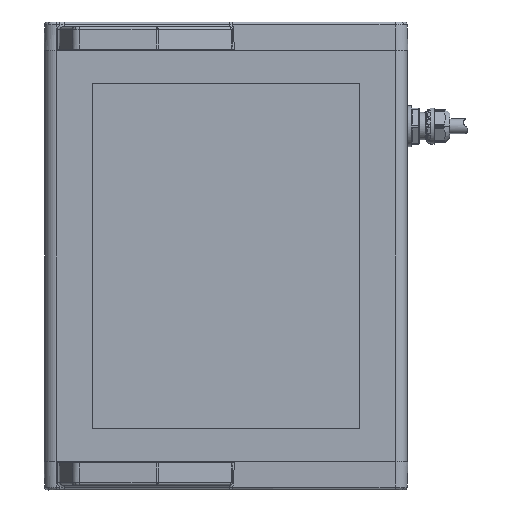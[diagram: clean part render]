
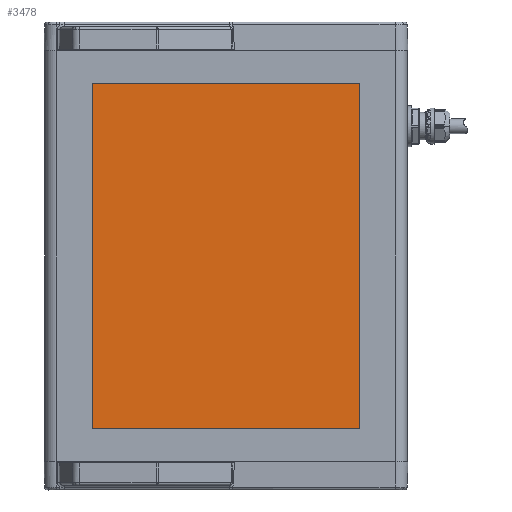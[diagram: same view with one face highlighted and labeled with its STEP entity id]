
A CAD part, front view. The second image highlights one B-rep face of the part: STEP entity #3478.
In plain terms, the highlighted planar face has unit normal (0, -1, 0).
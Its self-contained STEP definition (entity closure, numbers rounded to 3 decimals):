
#827 = VERTEX_POINT ( 'NONE', #9351 ) ;
#1673 = FACE_OUTER_BOUND ( 'NONE', #25634, .T. ) ;
#2774 = CARTESIAN_POINT ( 'NONE',  ( -107.25, -1.15, -136. ) ) ;
#3478 = ADVANCED_FACE ( 'NONE', ( #1673 ), #30018, .F. ) ;
#3820 = CARTESIAN_POINT ( 'NONE',  ( -107.25, -1.15, 136. ) ) ;
#4603 = CARTESIAN_POINT ( 'NONE',  ( -111., -1.15, -136. ) ) ;
#4612 = VERTEX_POINT ( 'NONE', #32516 ) ;
#6117 = ORIENTED_EDGE ( 'NONE', *, *, #21502, .F. ) ;
#7489 = DIRECTION ( 'NONE',  ( 1., 0., 0. ) ) ;
#8185 = DIRECTION ( 'NONE',  ( 0., 0., 1. ) ) ;
#9351 = CARTESIAN_POINT ( 'NONE',  ( 101.25, -1.15, -136. ) ) ;
#12006 = AXIS2_PLACEMENT_3D ( 'NONE', #26770, #16990, #8185 ) ;
#12347 = VECTOR ( 'NONE', #36649, 1000. ) ;
#12591 = CARTESIAN_POINT ( 'NONE',  ( -111., -1.15, 150.215 ) ) ;
#14857 = EDGE_CURVE ( 'NONE', #4612, #25838, #33987, .T. ) ;
#15431 = DIRECTION ( 'NONE',  ( 1., 0., 0. ) ) ;
#16480 = VECTOR ( 'NONE', #15431, 1000. ) ;
#16990 = DIRECTION ( 'NONE',  ( 0., 1., 0. ) ) ;
#18943 = CARTESIAN_POINT ( 'NONE',  ( 101.25, -1.15, -146.028 ) ) ;
#20647 = VERTEX_POINT ( 'NONE', #39043 ) ;
#21036 = VECTOR ( 'NONE', #25262, 1000. ) ;
#21294 = VECTOR ( 'NONE', #7489, 1000. ) ;
#21502 = EDGE_CURVE ( 'NONE', #4612, #20647, #35026, .T. ) ;
#25262 = DIRECTION ( 'NONE',  ( 0., 0., 1. ) ) ;
#25634 = EDGE_LOOP ( 'NONE', ( #36456, #38253, #6117, #38022 ) ) ;
#25838 = VERTEX_POINT ( 'NONE', #4603 ) ;
#26770 = CARTESIAN_POINT ( 'NONE',  ( -107.25, -1.15, 136. ) ) ;
#29756 = EDGE_CURVE ( 'NONE', #827, #20647, #31949, .T. ) ;
#29999 = EDGE_CURVE ( 'NONE', #25838, #827, #33755, .T. ) ;
#30018 = PLANE ( 'NONE',  #12006 ) ;
#31949 = LINE ( 'NONE', #18943, #21036 ) ;
#32516 = CARTESIAN_POINT ( 'NONE',  ( -111., -1.15, 136. ) ) ;
#33755 = LINE ( 'NONE', #2774, #16480 ) ;
#33987 = LINE ( 'NONE', #12591, #12347 ) ;
#35026 = LINE ( 'NONE', #3820, #21294 ) ;
#36456 = ORIENTED_EDGE ( 'NONE', *, *, #29999, .T. ) ;
#36649 = DIRECTION ( 'NONE',  ( 0., 0., -1. ) ) ;
#38022 = ORIENTED_EDGE ( 'NONE', *, *, #14857, .T. ) ;
#38253 = ORIENTED_EDGE ( 'NONE', *, *, #29756, .T. ) ;
#39043 = CARTESIAN_POINT ( 'NONE',  ( 101.25, -1.15, 136. ) ) ;
